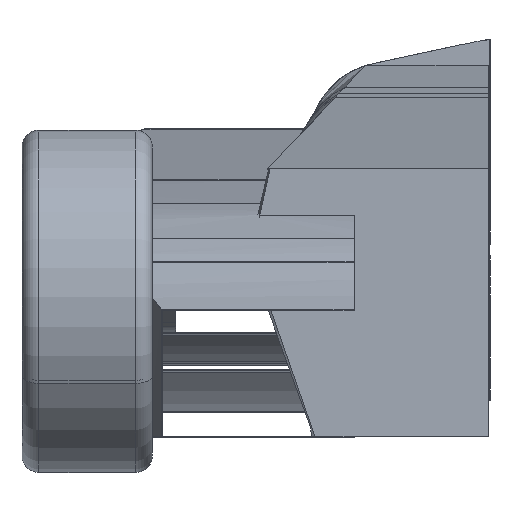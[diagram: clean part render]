
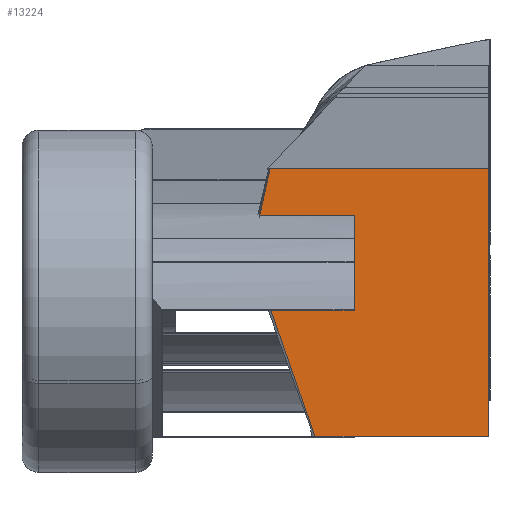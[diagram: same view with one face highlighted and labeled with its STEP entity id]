
A CAD part, left-side view. The second image highlights one B-rep face of the part: STEP entity #13224.
In plain terms, the highlighted face is planar.
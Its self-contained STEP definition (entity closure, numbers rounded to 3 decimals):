
#12875=CARTESIAN_POINT('Vertex',(36.3,-355.703,449.844)) ;
#12903=CARTESIAN_POINT('Vertex',(3.312,-32.451,449.844)) ;
#12906=CARTESIAN_POINT('Line Origine',(19.806,-194.077,449.844)) ;
#12926=CARTESIAN_POINT('Line Origine',(0.467,-4.577,323.003)) ;
#12930=CARTESIAN_POINT('Vertex',(0.467,-4.577,323.138)) ;
#12932=CARTESIAN_POINT('Vertex',(0.467,-4.577,322.867)) ;
#12958=CARTESIAN_POINT('Line Origine',(5.283,-51.767,187.154)) ;
#12962=CARTESIAN_POINT('Vertex',(10.099,-98.958,51.44)) ;
#13117=CARTESIAN_POINT('Vertex',(36.3,-355.703,51.44)) ;
#13120=CARTESIAN_POINT('Line Origine',(23.199,-227.33,51.44)) ;
#13138=CARTESIAN_POINT('Line Origine',(36.3,-355.703,250.642)) ;
#13190=CARTESIAN_POINT('Line Origine',(1.889,-18.514,386.491)) ;
#13205=CARTESIAN_POINT('Axis2P3D Location',(36.3,-355.703,-90.011)) ;
#12907=DIRECTION('Vector Direction',(0.102,-0.995,0.)) ;
#12927=DIRECTION('Vector Direction',(0.,0.,-1.)) ;
#12959=DIRECTION('Vector Direction',(0.033,-0.328,-0.944)) ;
#13121=DIRECTION('Vector Direction',(0.102,-0.995,0.)) ;
#13139=DIRECTION('Vector Direction',(0.,0.,1.)) ;
#13191=DIRECTION('Vector Direction',(-0.022,0.215,-0.976)) ;
#13206=DIRECTION('Axis2P3D Direction',(-0.995,-0.102,0.)) ;
#13207=DIRECTION('Axis2P3D XDirection',(0.,0.,1.)) ;
#13208=AXIS2_PLACEMENT_3D('Plane Axis2P3D',#13205,#13206,#13207) ;
#13217=ORIENTED_EDGE('',*,*,#13142,.T.) ;
#13218=ORIENTED_EDGE('',*,*,#12910,.F.) ;
#13219=ORIENTED_EDGE('',*,*,#13194,.T.) ;
#13220=ORIENTED_EDGE('',*,*,#12934,.T.) ;
#13221=ORIENTED_EDGE('',*,*,#12964,.T.) ;
#13222=ORIENTED_EDGE('',*,*,#13124,.T.) ;
#12908=VECTOR('Line Direction',#12907,1.) ;
#12928=VECTOR('Line Direction',#12927,1.) ;
#12960=VECTOR('Line Direction',#12959,1.) ;
#13122=VECTOR('Line Direction',#13121,1.) ;
#13140=VECTOR('Line Direction',#13139,1.) ;
#13192=VECTOR('Line Direction',#13191,1.) ;
#13224=ADVANCED_FACE('',(#13223),#13209,.T.) ;
#12910=EDGE_CURVE('',#12904,#12876,#12909,.T.) ;
#12934=EDGE_CURVE('',#12931,#12933,#12929,.T.) ;
#12964=EDGE_CURVE('',#12933,#12963,#12961,.T.) ;
#13124=EDGE_CURVE('',#12963,#13118,#13123,.T.) ;
#13142=EDGE_CURVE('',#13118,#12876,#13141,.T.) ;
#13194=EDGE_CURVE('',#12904,#12931,#13193,.T.) ;
#13216=EDGE_LOOP('',(#13217,#13218,#13219,#13220,#13221,#13222)) ;
#13223=FACE_OUTER_BOUND('',#13216,.T.) ;
#12909=LINE('Line',#12906,#12908) ;
#12929=LINE('Line',#12926,#12928) ;
#12961=LINE('Line',#12958,#12960) ;
#13123=LINE('Line',#13120,#13122) ;
#13141=LINE('Line',#13138,#13140) ;
#13193=LINE('Line',#13190,#13192) ;
#13209=PLANE('Plane',#13208) ;
#12876=VERTEX_POINT('',#12875) ;
#12904=VERTEX_POINT('',#12903) ;
#12931=VERTEX_POINT('',#12930) ;
#12933=VERTEX_POINT('',#12932) ;
#12963=VERTEX_POINT('',#12962) ;
#13118=VERTEX_POINT('',#13117) ;
